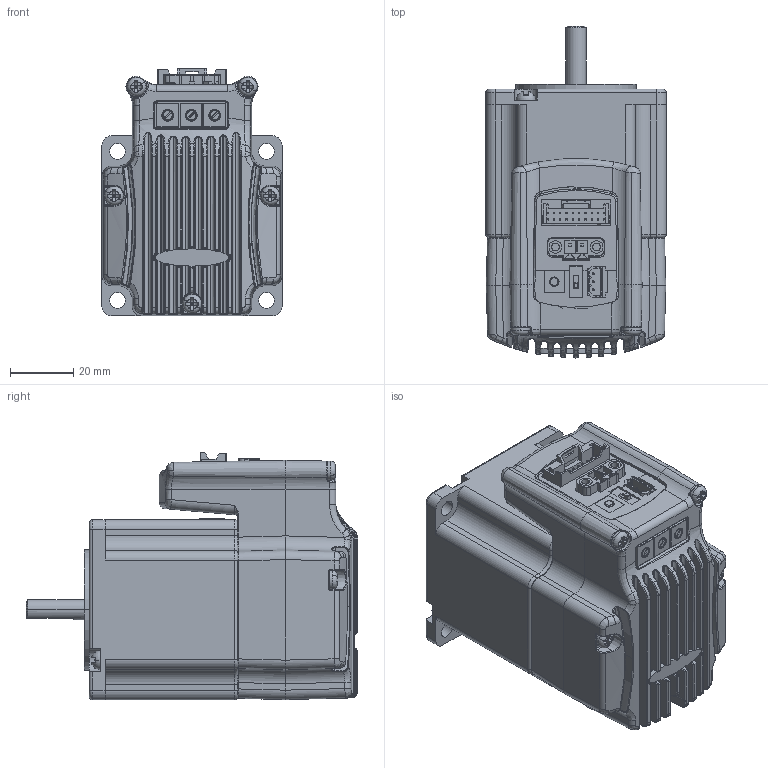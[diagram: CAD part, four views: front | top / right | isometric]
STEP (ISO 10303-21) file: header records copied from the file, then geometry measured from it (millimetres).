
FILE_DESCRIPTION(('STEP AP214'),'1');
FILE_NAME('Ezi-SERVO_ALL56S_STEP214.stp','2011-07-29T08:57:38',(' '),(' '),'Spatial InterOp 3D',' ',' ');
FILE_SCHEMA(('automotive_design'));
Length unit declared in the file: millimetre
Products named in the file (39):     F199; 파트94; 파트96; 파트115;  TRM_SRF; UPPER COVER;     MSBR; 파트69; 파트73; 파트75; 파트78; 파트79; 파트80; MAIN PCB.1; MAIN PCB.2; POWER PARTS.1; POWER PARTS.2; POWER PARTS.3; POWER PARTS.4; POWER PARTS.5; POWER PARTS.6; POWER PARTS.7; DISPLAY PCB; CONNECTOR PCB; NAME PLATE; CASE FRT; CASE RR-TYPE A; M3 MACHIN SCREW.1; M3 MACHIN SCREW.2; M3 MACHIN SCREW.3; M3 TAPPING SCREW.1; M3 TAPPING SCREW.2; 1
Bounding box: 57 x 105 x 78.43 mm (x, y, z)
Volume: 200113.6 mm3; surface area: 80144.9 mm2
Topology: 37 solids, 152 shells, 3014 faces, 7826 edges, 5055 vertices
Faces by surface type: plane 1330, cylinder 1049, bspline 324, torus 113, sphere 111, cone 58, revolution 25, extrusion 4
Entity records: 149091 total; most frequent: CARTESIAN_POINT 46260, ORIENTED_EDGE 14862, DIRECTION 14396, EDGE_CURVE 7741, AXIS2_PLACEMENT_3D 5028, VERTEX_POINT 4993, VECTOR 4315, STYLED_ITEM 4314
